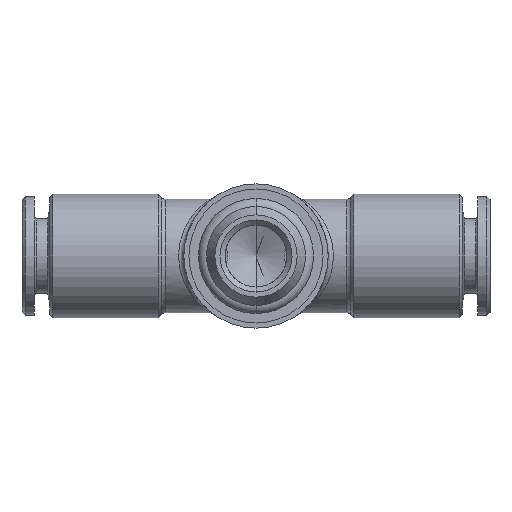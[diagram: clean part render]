
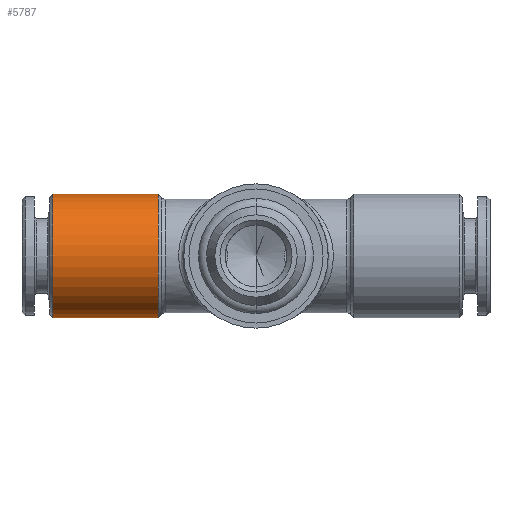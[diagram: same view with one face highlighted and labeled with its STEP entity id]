
A CAD part, front view. The second image highlights one B-rep face of the part: STEP entity #5787.
In plain terms, the highlighted cylindrical face has radius 6 mm (diameter 12 mm), a partial arc.
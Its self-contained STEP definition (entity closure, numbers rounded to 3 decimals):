
#4460 = CARTESIAN_POINT ( 'NONE',  ( -9.5, 15., 6. ) ) ;
#5663 = VERTEX_POINT ( 'NONE', #4460 ) ;
#5692 = ORIENTED_EDGE ( 'NONE', *, *, #5789, .F. ) ;
#5702 = EDGE_LOOP ( 'NONE', ( #5692, #5828, #5743, #5733 ) ) ;
#5732 = EDGE_CURVE ( 'NONE', #5847, #5754, #6946, .T. ) ;
#5733 = ORIENTED_EDGE ( 'NONE', *, *, #5742, .F. ) ;
#5742 = EDGE_CURVE ( 'NONE', #5846, #5663, #7495, .T. ) ;
#5743 = ORIENTED_EDGE ( 'NONE', *, *, #5753, .T. ) ;
#5753 = EDGE_CURVE ( 'NONE', #5754, #5663, #7010, .T. ) ;
#5754 = VERTEX_POINT ( 'NONE', #7003 ) ;
#5787 = ADVANCED_FACE ( 'NONE', ( #7542 ), #7539, .T. ) ;
#5789 = EDGE_CURVE ( 'NONE', #5847, #5846, #7551, .T. ) ;
#5828 = ORIENTED_EDGE ( 'NONE', *, *, #5732, .T. ) ;
#5846 = VERTEX_POINT ( 'NONE', #7677 ) ;
#5847 = VERTEX_POINT ( 'NONE', #7682 ) ;
#6945 = CARTESIAN_POINT ( 'NONE',  ( 0., 15., -6. ) ) ;
#6946 = LINE ( 'NONE', #6945, #6954 ) ;
#6953 = DIRECTION ( 'NONE',  ( 1., 0., 0. ) ) ;
#6954 = VECTOR ( 'NONE', #6953, 1000. ) ;
#7002 = CARTESIAN_POINT ( 'NONE',  ( -9.5, 15., 0. ) ) ;
#7003 = CARTESIAN_POINT ( 'NONE',  ( -9.5, 15., -6. ) ) ;
#7007 = DIRECTION ( 'NONE',  ( 0., 0., 1. ) ) ;
#7008 = DIRECTION ( 'NONE',  ( -1., 0., 0. ) ) ;
#7009 = AXIS2_PLACEMENT_3D ( 'NONE', #7002, #7008, #7007 ) ;
#7010 = CIRCLE ( 'NONE', #7009, 6. ) ;
#7041 = DIRECTION ( 'NONE',  ( -1., 0., 0. ) ) ;
#7492 = DIRECTION ( 'NONE',  ( 1., 0., 0. ) ) ;
#7493 = VECTOR ( 'NONE', #7492, 1000. ) ;
#7494 = CARTESIAN_POINT ( 'NONE',  ( 0., 15., 6. ) ) ;
#7495 = LINE ( 'NONE', #7494, #7493 ) ;
#7511 = DIRECTION ( 'NONE',  ( 0., 0., 1. ) ) ;
#7539 = CYLINDRICAL_SURFACE ( 'NONE', #7541, 6. ) ;
#7540 = CARTESIAN_POINT ( 'NONE',  ( 0., 15., 0. ) ) ;
#7541 = AXIS2_PLACEMENT_3D ( 'NONE', #7540, #7550, #7549 ) ;
#7542 = FACE_OUTER_BOUND ( 'NONE', #5702, .T. ) ;
#7546 = CARTESIAN_POINT ( 'NONE',  ( -19.7, 15., 0. ) ) ;
#7547 = AXIS2_PLACEMENT_3D ( 'NONE', #7546, #7041, #7511 ) ;
#7549 = DIRECTION ( 'NONE',  ( 0., 0., 1. ) ) ;
#7550 = DIRECTION ( 'NONE',  ( 1., 0., 0. ) ) ;
#7551 = CIRCLE ( 'NONE', #7547, 6. ) ;
#7677 = CARTESIAN_POINT ( 'NONE',  ( -19.7, 15., 6. ) ) ;
#7682 = CARTESIAN_POINT ( 'NONE',  ( -19.7, 15., -6. ) ) ;
